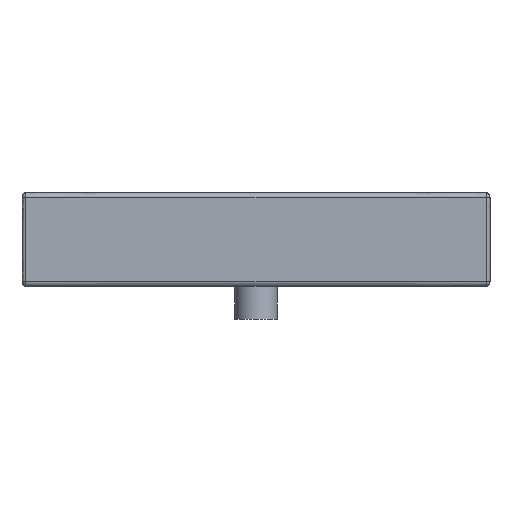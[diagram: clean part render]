
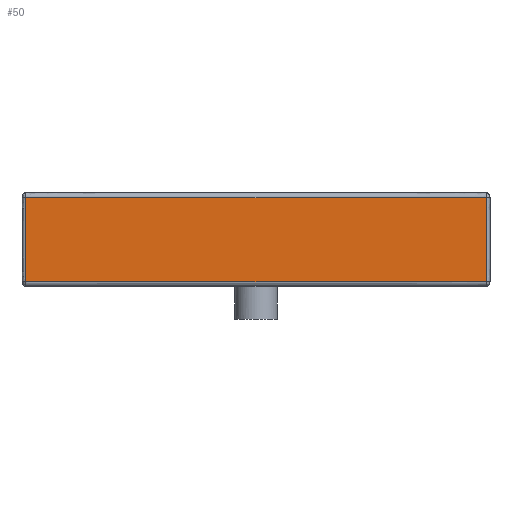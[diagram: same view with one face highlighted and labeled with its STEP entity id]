
A CAD part, front view. The second image highlights one B-rep face of the part: STEP entity #50.
In plain terms, the highlighted planar face has unit normal (0, -1, 0).
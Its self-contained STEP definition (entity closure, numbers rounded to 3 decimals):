
#50=ADVANCED_FACE($,(#134),#1127,.T.);
#134=FACE_OUTER_BOUND($,#219,.T.);
#219=EDGE_LOOP($,(#447,#448,#449,#450));
#447=ORIENTED_EDGE($,*,*,#798,.F.);
#448=ORIENTED_EDGE($,*,*,#799,.F.);
#449=ORIENTED_EDGE($,*,*,#801,.F.);
#450=ORIENTED_EDGE($,*,*,#800,.F.);
#798=EDGE_CURVE($,#1011,#1012,#1210,.T.);
#799=EDGE_CURVE($,#1013,#1011,#1211,.T.);
#800=EDGE_CURVE($,#1012,#1014,#1212,.T.);
#801=EDGE_CURVE($,#1014,#1013,#1213,.T.);
#1011=VERTEX_POINT($,#8403);
#1012=VERTEX_POINT($,#8404);
#1013=VERTEX_POINT($,#8405);
#1014=VERTEX_POINT($,#8406);
#1127=PLANE($,#1455);
#1210=(
BOUNDED_CURVE()
B_SPLINE_CURVE(3,(#2096,#2097,#2098,#2099),.UNSPECIFIED.,.F.,.F.)
B_SPLINE_CURVE_WITH_KNOTS((4,4),(5.,595.),.UNSPECIFIED.)
CURVE()
GEOMETRIC_REPRESENTATION_ITEM()
RATIONAL_B_SPLINE_CURVE((1.,1.,1.,1.))
REPRESENTATION_ITEM($)
);
#1211=(
BOUNDED_CURVE()
B_SPLINE_CURVE(3,(#2100,#2101,#2102,#2103),.UNSPECIFIED.,.F.,.F.)
B_SPLINE_CURVE_WITH_KNOTS((4,4),(5.,95.),.UNSPECIFIED.)
CURVE()
GEOMETRIC_REPRESENTATION_ITEM()
RATIONAL_B_SPLINE_CURVE((1.,1.,1.,1.))
REPRESENTATION_ITEM($)
);
#1212=(
BOUNDED_CURVE()
B_SPLINE_CURVE(3,(#2104,#2105,#2106,#2107),.UNSPECIFIED.,.F.,.F.)
B_SPLINE_CURVE_WITH_KNOTS((4,4),(5.,95.),.UNSPECIFIED.)
CURVE()
GEOMETRIC_REPRESENTATION_ITEM()
RATIONAL_B_SPLINE_CURVE((1.,1.,1.,1.))
REPRESENTATION_ITEM($)
);
#1213=(
BOUNDED_CURVE()
B_SPLINE_CURVE(3,(#2108,#2109,#2110,#2111),.UNSPECIFIED.,.F.,.F.)
B_SPLINE_CURVE_WITH_KNOTS((4,4),(5.,595.),.UNSPECIFIED.)
CURVE()
GEOMETRIC_REPRESENTATION_ITEM()
RATIONAL_B_SPLINE_CURVE((1.,1.,1.,1.))
REPRESENTATION_ITEM($)
);
#1455=AXIS2_PLACEMENT_3D($,#3550,#1480,$);
#1480=DIRECTION($,(0.,-1.,0.));
#2096=CARTESIAN_POINT($,(-245.833,-5.,95.));
#2097=CARTESIAN_POINT($,(-81.944,-5.,95.));
#2098=CARTESIAN_POINT($,(81.944,-5.,95.));
#2099=CARTESIAN_POINT($,(245.833,-5.,95.));
#2100=CARTESIAN_POINT($,(-245.833,-5.,5.));
#2101=CARTESIAN_POINT($,(-245.833,-5.,35.));
#2102=CARTESIAN_POINT($,(-245.833,-5.,65.));
#2103=CARTESIAN_POINT($,(-245.833,-5.,95.));
#2104=CARTESIAN_POINT($,(245.833,-5.,95.));
#2105=CARTESIAN_POINT($,(245.833,-5.,65.));
#2106=CARTESIAN_POINT($,(245.833,-5.,35.));
#2107=CARTESIAN_POINT($,(245.833,-5.,5.));
#2108=CARTESIAN_POINT($,(245.833,-5.,5.));
#2109=CARTESIAN_POINT($,(81.944,-5.,5.));
#2110=CARTESIAN_POINT($,(-81.944,-5.,5.));
#2111=CARTESIAN_POINT($,(-245.833,-5.,5.));
#3550=CARTESIAN_POINT($,(245.833,-5.,5.));
#8403=CARTESIAN_POINT($,(-245.833,-5.,95.));
#8404=CARTESIAN_POINT($,(245.833,-5.,95.));
#8405=CARTESIAN_POINT($,(-245.833,-5.,5.));
#8406=CARTESIAN_POINT($,(245.833,-5.,5.));
